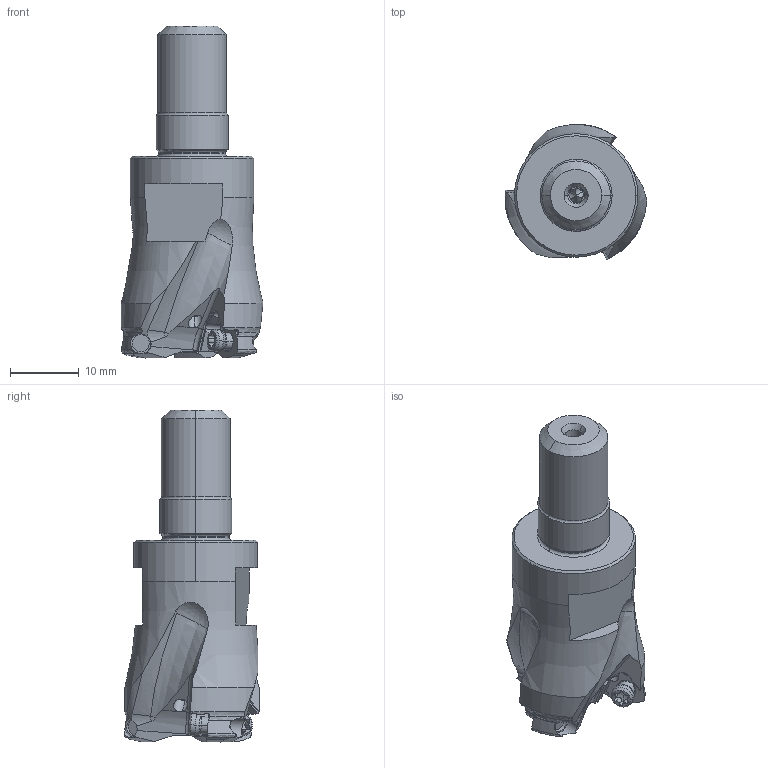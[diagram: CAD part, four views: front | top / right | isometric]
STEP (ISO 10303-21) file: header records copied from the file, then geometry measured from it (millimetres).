
FILE_DESCRIPTION(/* description */ (''),/* implementation_level */ '2;1');
FILE_NAME(/* name */ 'AJXU06R143AM1030.stp',/* time_stamp */ '2021-09-08T11:49:06+09:00',/* author */ (''),/* organization */ (''),/* preprocessor_version */ 'ST-DEVELOPER v16',/* originating_system */ 'SIEMENS PLM Software NX 10.0',/* authorisation */ '');
FILE_SCHEMA (('AUTOMOTIVE_DESIGN { 1 0 10303 214 3 1 1 1 }'));
Length unit declared in the file: millimetre
Products named in the file (1): AJXU06R143AM1030_ASM
Bounding box: 20.68 x 19.77 x 48.4 mm (x, y, z)
Volume: 7596.6 mm3; surface area: 3582.9 mm2
Topology: 4 solids, 4 shells, 352 faces, 1053 edges, 718 vertices
Faces by surface type: cylinder 153, plane 87, cone 58, torus 32, sphere 13, bspline 9
Entity records: 16003 total; most frequent: CARTESIAN_POINT 6569, ORIENTED_EDGE 2070, DIRECTION 1825, EDGE_CURVE 1035, AXIS2_PLACEMENT_3D 754, VERTEX_POINT 693, EDGE_LOOP 366, ADVANCED_FACE 352
